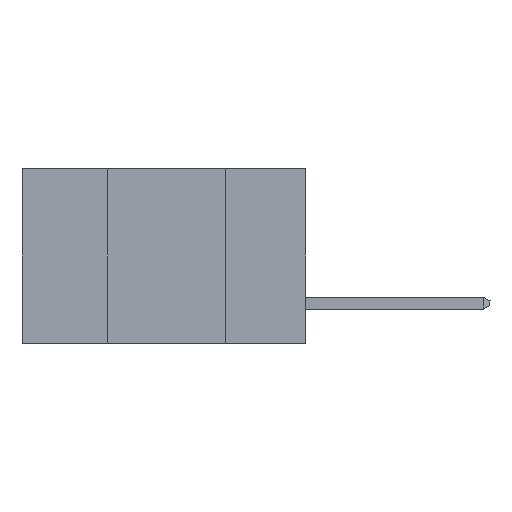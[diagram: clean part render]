
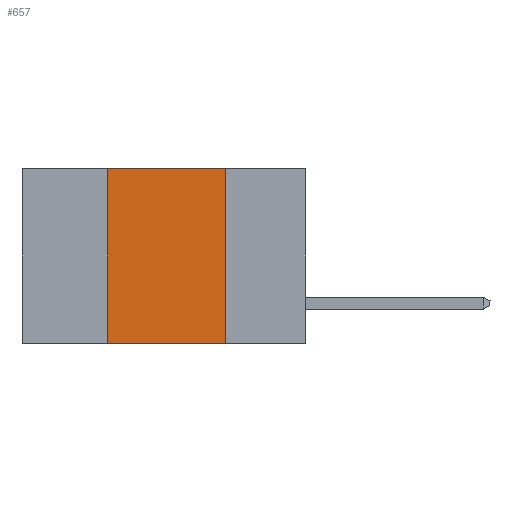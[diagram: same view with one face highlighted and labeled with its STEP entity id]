
A CAD part, left-side view. The second image highlights one B-rep face of the part: STEP entity #657.
In plain terms, the highlighted planar face has unit normal (-1, 0, 0).
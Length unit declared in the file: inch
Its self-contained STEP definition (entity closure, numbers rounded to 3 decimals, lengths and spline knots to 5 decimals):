
#31 = CARTESIAN_POINT ( 'NONE',  ( 0., 0.17, 0. ) ) ;
#376 = EDGE_CURVE ( 'NONE', #10114, #5701, #2042, .T. ) ;
#657 = ADVANCED_FACE ( 'NONE', ( #9559 ), #908, .F. ) ;
#908 = PLANE ( 'NONE',  #9142 ) ;
#1429 = EDGE_LOOP ( 'NONE', ( #13985, #3732, #9197, #8341 ) ) ;
#1933 = CARTESIAN_POINT ( 'NONE',  ( 0., 0.6, 0. ) ) ;
#2042 = LINE ( 'NONE', #4276, #7127 ) ;
#2087 = CARTESIAN_POINT ( 'NONE',  ( 0., 0.17, 0. ) ) ;
#3220 = DIRECTION ( 'NONE',  ( 0., -1., 0. ) ) ;
#3732 = ORIENTED_EDGE ( 'NONE', *, *, #10840, .F. ) ;
#4276 = CARTESIAN_POINT ( 'NONE',  ( 0., 0.6, -0.37 ) ) ;
#4500 = DIRECTION ( 'NONE',  ( 0., 0., 1. ) ) ;
#4668 = VECTOR ( 'NONE', #6401, 39.37008 ) ;
#4849 = VERTEX_POINT ( 'NONE', #7510 ) ;
#5121 = EDGE_CURVE ( 'NONE', #10114, #4849, #6315, .T. ) ;
#5435 = CARTESIAN_POINT ( 'NONE',  ( 0., 0.17, -0.37 ) ) ;
#5701 = VERTEX_POINT ( 'NONE', #5435 ) ;
#5946 = VECTOR ( 'NONE', #4500, 39.37008 ) ;
#6267 = CARTESIAN_POINT ( 'NONE',  ( 0., 0.6, 0. ) ) ;
#6315 = LINE ( 'NONE', #12202, #5946 ) ;
#6361 = DIRECTION ( 'NONE',  ( 0., 0., -1. ) ) ;
#6401 = DIRECTION ( 'NONE',  ( 0., 0., -1. ) ) ;
#7127 = VECTOR ( 'NONE', #8711, 39.37008 ) ;
#7510 = CARTESIAN_POINT ( 'NONE',  ( 0., 0.42, 0. ) ) ;
#8341 = ORIENTED_EDGE ( 'NONE', *, *, #376, .T. ) ;
#8711 = DIRECTION ( 'NONE',  ( 0., -1., 0. ) ) ;
#8841 = EDGE_CURVE ( 'NONE', #12031, #5701, #13416, .T. ) ;
#9047 = VECTOR ( 'NONE', #3220, 39.37008 ) ;
#9142 = AXIS2_PLACEMENT_3D ( 'NONE', #6267, #12989, #6361 ) ;
#9197 = ORIENTED_EDGE ( 'NONE', *, *, #5121, .F. ) ;
#9229 = CARTESIAN_POINT ( 'NONE',  ( 0., 0.42, -0.37 ) ) ;
#9559 = FACE_OUTER_BOUND ( 'NONE', #1429, .T. ) ;
#10114 = VERTEX_POINT ( 'NONE', #9229 ) ;
#10840 = EDGE_CURVE ( 'NONE', #4849, #12031, #13359, .T. ) ;
#12031 = VERTEX_POINT ( 'NONE', #31 ) ;
#12202 = CARTESIAN_POINT ( 'NONE',  ( 0., 0.42, 0. ) ) ;
#12989 = DIRECTION ( 'NONE',  ( 1., 0., 0. ) ) ;
#13359 = LINE ( 'NONE', #1933, #9047 ) ;
#13416 = LINE ( 'NONE', #2087, #4668 ) ;
#13985 = ORIENTED_EDGE ( 'NONE', *, *, #8841, .F. ) ;
